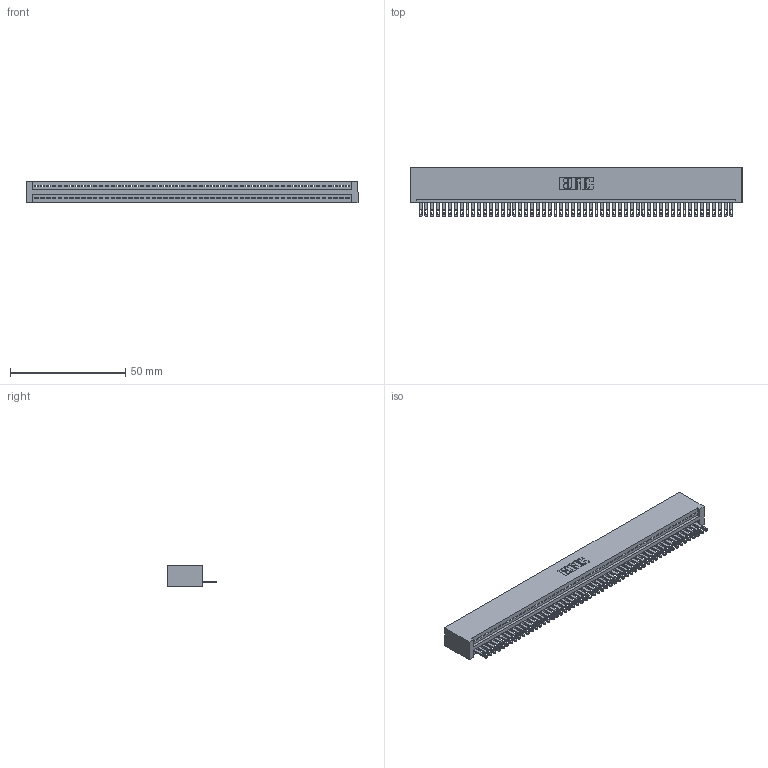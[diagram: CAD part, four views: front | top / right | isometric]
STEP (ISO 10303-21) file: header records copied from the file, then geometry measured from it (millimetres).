
FILE_DESCRIPTION (( 'STEP AP203' ), '1' );
FILE_NAME ('345-054-500-101.STEP', '2019-10-09T22:19:42', ( '' ), ( '' ), 'SwSTEP 2.0', 'SolidWorks 2016', '' );
FILE_SCHEMA (( 'CONFIG_CONTROL_DESIGN' ));
Length unit declared in the file: inch
Products named in the file (3): 345-292-001_345-293-100; 345 Part_No Mounting Lugs; 345-054-500-101
Assembly tree (55 placements, depth 2):
  345-054-500-101
    345 Part_No Mounting Lugs
    345-292-001_345-293-100  x54
Bounding box: 143.76 x 21.51 x 9.4 mm (x, y, z)
Volume: 14370.9 mm3; surface area: 19572.2 mm2
Topology: 55 solids, 55 shells, 3034 faces, 9389 edges, 6258 vertices
Faces by surface type: plane 1912, cylinder 1122
Entity records: 38679 total; most frequent: CARTESIAN_POINT 6706, ORIENTED_EDGE 6694, DIRECTION 5835, EDGE_CURVE 3347, VECTOR 3003, LINE 3003, VERTEX_POINT 2230, AXIS2_PLACEMENT_3D 1416
